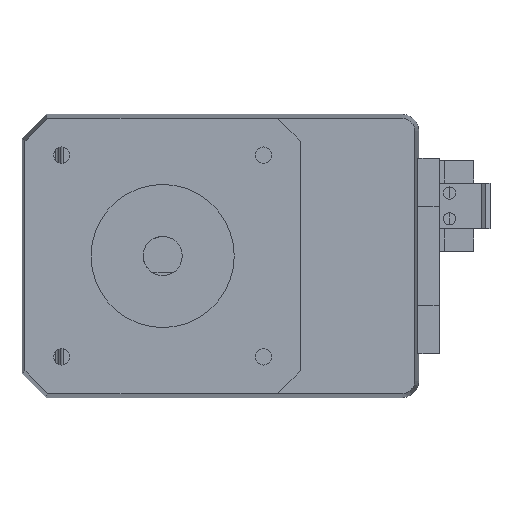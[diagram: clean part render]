
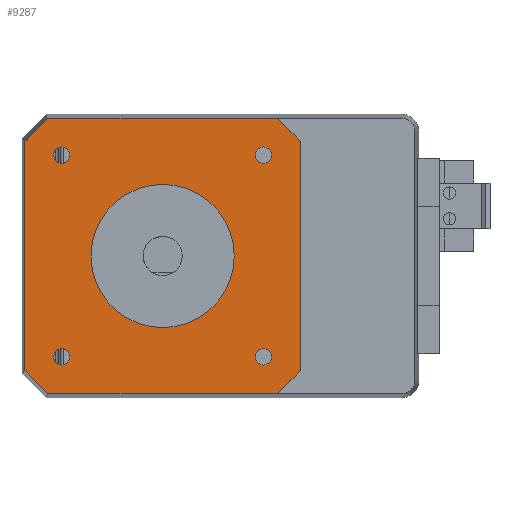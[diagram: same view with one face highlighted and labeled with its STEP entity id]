
A CAD part, front view. The second image highlights one B-rep face of the part: STEP entity #9287.
In plain terms, the highlighted planar face has unit normal (0, -1, 0).
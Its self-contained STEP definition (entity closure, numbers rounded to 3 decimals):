
#3147 = CARTESIAN_POINT ( 'NONE',  ( -21.602, 2.307, 16.75 ) ) ;
#3148 = VERTEX_POINT ( 'NONE', #3147 ) ;
#3247 = CARTESIAN_POINT ( 'NONE',  ( 9.398, 2.307, -14.25 ) ) ;
#3248 = VERTEX_POINT ( 'NONE', #3247 ) ;
#3341 = CARTESIAN_POINT ( 'NONE',  ( 9.398, 2.307, 14.25 ) ) ;
#3446 = VERTEX_POINT ( 'NONE', #3341 ) ;
#3764 = CARTESIAN_POINT ( 'NONE',  ( -6.102, 2.307, -11. ) ) ;
#3767 = VERTEX_POINT ( 'NONE', #3764 ) ;
#3892 = VERTEX_POINT ( 'NONE', #3992 ) ;
#3992 = CARTESIAN_POINT ( 'NONE',  ( -21.602, 2.307, -16.75 ) ) ;
#6727 = CARTESIAN_POINT ( 'NONE',  ( 11.548, 2.307, 21.15 ) ) ;
#6742 = VECTOR ( 'NONE', #6746, 1000. ) ;
#6746 = DIRECTION ( 'NONE',  ( 0.707, 0., -0.707 ) ) ;
#6752 = DIRECTION ( 'NONE',  ( 0., 0., -1. ) ) ;
#6753 = LINE ( 'NONE', #6727, #6742 ) ;
#6771 = DIRECTION ( 'NONE',  ( 0.707, 0., 0.707 ) ) ;
#6772 = VECTOR ( 'NONE', #6771, 1000. ) ;
#6773 = LINE ( 'NONE', #6798, #6772 ) ;
#6774 = CARTESIAN_POINT ( 'NONE',  ( -6.102, 2.307, 0. ) ) ;
#6786 = CIRCLE ( 'NONE', #6842, 11. ) ;
#6798 = CARTESIAN_POINT ( 'NONE',  ( -27.252, 2.307, 17.65 ) ) ;
#6824 = CARTESIAN_POINT ( 'NONE',  ( 11.548, 2.307, 21.15 ) ) ;
#6825 = CARTESIAN_POINT ( 'NONE',  ( -27.252, 2.307, 17.65 ) ) ;
#6826 = CARTESIAN_POINT ( 'NONE',  ( 15.048, 2.307, 17.65 ) ) ;
#6827 = DIRECTION ( 'NONE',  ( 0., 0., 1. ) ) ;
#6828 = VECTOR ( 'NONE', #6827, 1000. ) ;
#6829 = LINE ( 'NONE', #6831, #6828 ) ;
#6831 = CARTESIAN_POINT ( 'NONE',  ( -27.252, 2.307, -17.65 ) ) ;
#6833 = DIRECTION ( 'NONE',  ( 1., 0., 0. ) ) ;
#6834 = VECTOR ( 'NONE', #6833, 1000. ) ;
#6835 = LINE ( 'NONE', #6838, #6834 ) ;
#6838 = CARTESIAN_POINT ( 'NONE',  ( -23.752, 2.307, 21.15 ) ) ;
#6840 = DIRECTION ( 'NONE',  ( 0., 0., -1. ) ) ;
#6841 = DIRECTION ( 'NONE',  ( 0., -1., 0. ) ) ;
#6842 = AXIS2_PLACEMENT_3D ( 'NONE', #6774, #6841, #6840 ) ;
#6862 = CARTESIAN_POINT ( 'NONE',  ( -23.752, 2.307, 21.15 ) ) ;
#6863 = VECTOR ( 'NONE', #6752, 1000. ) ;
#6864 = CARTESIAN_POINT ( 'NONE',  ( 15.048, 2.307, -17.65 ) ) ;
#6865 = LINE ( 'NONE', #6864, #6863 ) ;
#8923 = ORIENTED_EDGE ( 'NONE', *, *, #8924, .F. ) ;
#8924 = EDGE_CURVE ( 'NONE', #8933, #9345, #14361, .T. ) ;
#8926 = EDGE_CURVE ( 'NONE', #9275, #8928, #14373, .T. ) ;
#8928 = VERTEX_POINT ( 'NONE', #14736 ) ;
#8930 = ORIENTED_EDGE ( 'NONE', *, *, #9344, .F. ) ;
#8933 = VERTEX_POINT ( 'NONE', #14733 ) ;
#9067 = EDGE_CURVE ( 'NONE', #9083, #9092, #6773, .T. ) ;
#9069 = EDGE_CURVE ( 'NONE', #3767, #3767, #6786, .T. ) ;
#9070 = EDGE_CURVE ( 'NONE', #9092, #9084, #6835, .T. ) ;
#9073 = ORIENTED_EDGE ( 'NONE', *, *, #9091, .F. ) ;
#9077 = ORIENTED_EDGE ( 'NONE', *, *, #9088, .F. ) ;
#9078 = ORIENTED_EDGE ( 'NONE', *, *, #9080, .F. ) ;
#9079 = EDGE_LOOP ( 'NONE', ( #9089 ) ) ;
#9080 = EDGE_CURVE ( 'NONE', #8928, #9083, #6829, .T. ) ;
#9081 = ORIENTED_EDGE ( 'NONE', *, *, #9067, .F. ) ;
#9082 = VERTEX_POINT ( 'NONE', #6826 ) ;
#9083 = VERTEX_POINT ( 'NONE', #6825 ) ;
#9084 = VERTEX_POINT ( 'NONE', #6824 ) ;
#9088 = EDGE_CURVE ( 'NONE', #9082, #8933, #6865, .T. ) ;
#9089 = ORIENTED_EDGE ( 'NONE', *, *, #9069, .F. ) ;
#9090 = ORIENTED_EDGE ( 'NONE', *, *, #9070, .F. ) ;
#9091 = EDGE_CURVE ( 'NONE', #9084, #9082, #6753, .T. ) ;
#9092 = VERTEX_POINT ( 'NONE', #6862 ) ;
#9274 = EDGE_CURVE ( 'NONE', #3148, #3148, #14160, .T. ) ;
#9275 = VERTEX_POINT ( 'NONE', #14159 ) ;
#9276 = EDGE_LOOP ( 'NONE', ( #9289 ) ) ;
#9287 = ADVANCED_FACE ( 'NONE', ( #14210, #14237, #14234, #14238, #14245, #14244 ), #14228, .T. ) ;
#9288 = EDGE_CURVE ( 'NONE', #3446, #3446, #14222, .T. ) ;
#9289 = ORIENTED_EDGE ( 'NONE', *, *, #9291, .F. ) ;
#9290 = EDGE_LOOP ( 'NONE', ( #9292 ) ) ;
#9291 = EDGE_CURVE ( 'NONE', #3248, #3248, #14211, .T. ) ;
#9292 = ORIENTED_EDGE ( 'NONE', *, *, #9338, .F. ) ;
#9293 = EDGE_LOOP ( 'NONE', ( #9337 ) ) ;
#9294 = EDGE_LOOP ( 'NONE', ( #9296 ) ) ;
#9296 = ORIENTED_EDGE ( 'NONE', *, *, #9288, .F. ) ;
#9337 = ORIENTED_EDGE ( 'NONE', *, *, #9274, .F. ) ;
#9338 = EDGE_CURVE ( 'NONE', #3892, #3892, #14253, .T. ) ;
#9339 = ORIENTED_EDGE ( 'NONE', *, *, #8926, .F. ) ;
#9340 = EDGE_LOOP ( 'NONE', ( #9339, #8930, #8923, #9077, #9073, #9090, #9081, #9078 ) ) ;
#9344 = EDGE_CURVE ( 'NONE', #9345, #9275, #14315, .T. ) ;
#9345 = VERTEX_POINT ( 'NONE', #14248 ) ;
#14142 = AXIS2_PLACEMENT_3D ( 'NONE', #14145, #14193, #14192 ) ;
#14145 = CARTESIAN_POINT ( 'NONE',  ( -21.602, 2.307, 15.5 ) ) ;
#14159 = CARTESIAN_POINT ( 'NONE',  ( -23.752, 2.307, -21.15 ) ) ;
#14160 = CIRCLE ( 'NONE', #14142, 1.25 ) ;
#14192 = DIRECTION ( 'NONE',  ( 0., 0., 1. ) ) ;
#14193 = DIRECTION ( 'NONE',  ( 0., -1., 0. ) ) ;
#14208 = CARTESIAN_POINT ( 'NONE',  ( -6.102, 2.307, -38.8 ) ) ;
#14210 = FACE_BOUND ( 'NONE', #9276, .T. ) ;
#14211 = CIRCLE ( 'NONE', #14213, 1.25 ) ;
#14212 = DIRECTION ( 'NONE',  ( 0., 0., 1. ) ) ;
#14213 = AXIS2_PLACEMENT_3D ( 'NONE', #14249, #14236, #14212 ) ;
#14215 = DIRECTION ( 'NONE',  ( 0., 0., -1. ) ) ;
#14216 = DIRECTION ( 'NONE',  ( 0., -1., 0. ) ) ;
#14222 = CIRCLE ( 'NONE', #14226, 1.25 ) ;
#14225 = CARTESIAN_POINT ( 'NONE',  ( 9.398, 2.307, 15.5 ) ) ;
#14226 = AXIS2_PLACEMENT_3D ( 'NONE', #14225, #14252, #14251 ) ;
#14228 = PLANE ( 'NONE',  #14235 ) ;
#14234 = FACE_BOUND ( 'NONE', #9293, .T. ) ;
#14235 = AXIS2_PLACEMENT_3D ( 'NONE', #14208, #14216, #14215 ) ;
#14236 = DIRECTION ( 'NONE',  ( 0., -1., 0. ) ) ;
#14237 = FACE_BOUND ( 'NONE', #9290, .T. ) ;
#14238 = FACE_BOUND ( 'NONE', #9294, .T. ) ;
#14244 = FACE_BOUND ( 'NONE', #9079, .T. ) ;
#14245 = FACE_OUTER_BOUND ( 'NONE', #9340, .T. ) ;
#14248 = CARTESIAN_POINT ( 'NONE',  ( 11.548, 2.307, -21.15 ) ) ;
#14249 = CARTESIAN_POINT ( 'NONE',  ( 9.398, 2.307, -15.5 ) ) ;
#14251 = DIRECTION ( 'NONE',  ( 0., 0., -1. ) ) ;
#14252 = DIRECTION ( 'NONE',  ( 0., -1., 0. ) ) ;
#14253 = CIRCLE ( 'NONE', #14319, 1.25 ) ;
#14286 = CARTESIAN_POINT ( 'NONE',  ( -23.752, 2.307, -21.15 ) ) ;
#14309 = DIRECTION ( 'NONE',  ( -1., 0., 0. ) ) ;
#14310 = VECTOR ( 'NONE', #14309, 1000. ) ;
#14315 = LINE ( 'NONE', #14286, #14310 ) ;
#14316 = DIRECTION ( 'NONE',  ( 0., 0., -1. ) ) ;
#14317 = DIRECTION ( 'NONE',  ( 0., -1., 0. ) ) ;
#14318 = CARTESIAN_POINT ( 'NONE',  ( -21.602, 2.307, -15.5 ) ) ;
#14319 = AXIS2_PLACEMENT_3D ( 'NONE', #14318, #14317, #14316 ) ;
#14361 = LINE ( 'NONE', #14396, #14378 ) ;
#14370 = DIRECTION ( 'NONE',  ( -0.707, 0., 0.707 ) ) ;
#14371 = VECTOR ( 'NONE', #14370, 1000. ) ;
#14372 = CARTESIAN_POINT ( 'NONE',  ( -27.252, 2.307, -17.65 ) ) ;
#14373 = LINE ( 'NONE', #14372, #14371 ) ;
#14377 = DIRECTION ( 'NONE',  ( -0.707, 0., -0.707 ) ) ;
#14378 = VECTOR ( 'NONE', #14377, 1000. ) ;
#14396 = CARTESIAN_POINT ( 'NONE',  ( 11.548, 2.307, -21.15 ) ) ;
#14733 = CARTESIAN_POINT ( 'NONE',  ( 15.048, 2.307, -17.65 ) ) ;
#14736 = CARTESIAN_POINT ( 'NONE',  ( -27.252, 2.307, -17.65 ) ) ;
